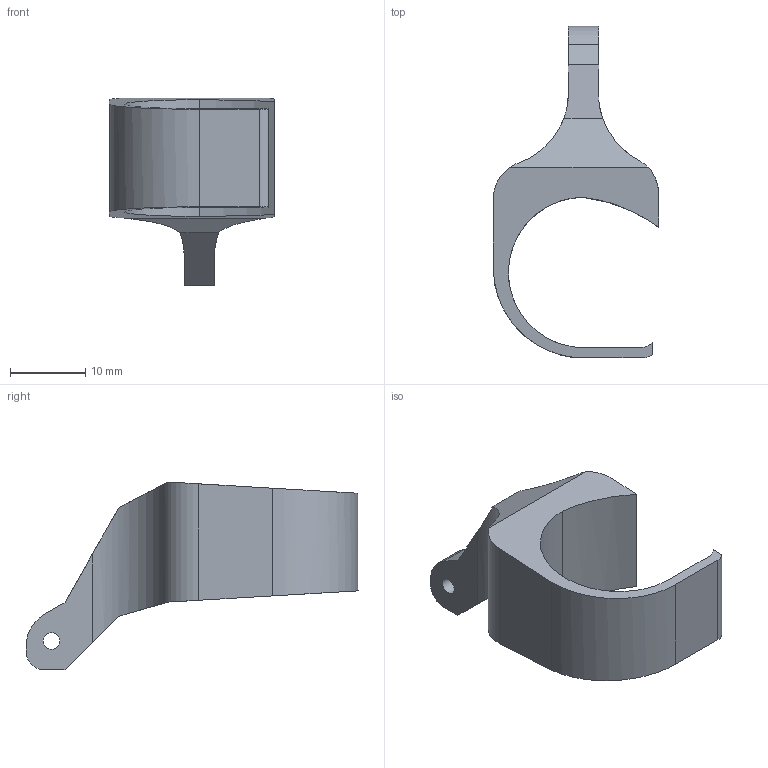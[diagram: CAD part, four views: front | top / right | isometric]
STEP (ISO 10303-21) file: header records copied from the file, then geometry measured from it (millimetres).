
FILE_DESCRIPTION(/* description */ (''),/* implementation_level */ '2;1');
FILE_NAME(/* name */ 'Medial20x20.ipt.stp',/* time_stamp */ '2021-06-20T10:01:57-05:00',/* author */ ('svale'),/* organization */ (''),/* preprocessor_version */ 'ST-DEVELOPER v18.1',/* originating_system */ 'Autodesk Inventor 2021',/* authorisation */ '');
FILE_SCHEMA (('CONFIG_CONTROL_DESIGN','AUTOMOTIVE_DESIGN { 1 0 10303 214 3 1 1 }'));
Length unit declared in the file: millimetre
Products named in the file (1): Medial20x20
Bounding box: 22 x 44.23 x 25.05 mm (x, y, z)
Volume: 4195.2 mm3; surface area: 2704.5 mm2
Topology: 1 solids, 1 shells, 28 faces, 88 edges, 71 vertices
Faces by surface type: plane 16, cylinder 12
Full cylindrical faces by diameter (mm): 2.2 x1
Entity records: 1045 total; most frequent: CARTESIAN_POINT 183, DIRECTION 178, ORIENTED_EDGE 158, EDGE_CURVE 79, AXIS2_PLACEMENT_3D 66, VERTEX_POINT 53, LINE 46, VECTOR 46
